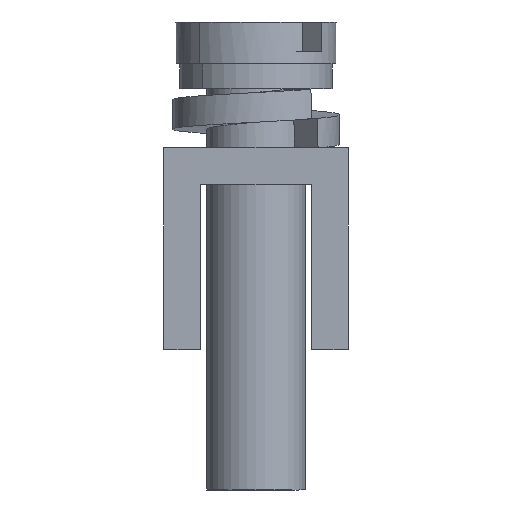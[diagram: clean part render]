
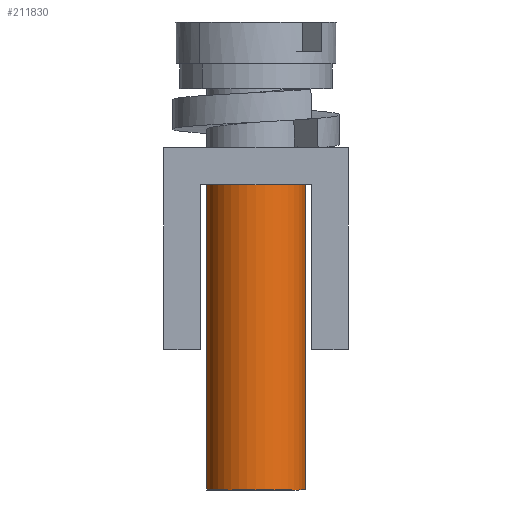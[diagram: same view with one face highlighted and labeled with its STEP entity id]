
A CAD part, left-side view. The second image highlights one B-rep face of the part: STEP entity #211830.
In plain terms, the highlighted cylindrical face has radius 2 mm (diameter 4 mm), a partial arc.
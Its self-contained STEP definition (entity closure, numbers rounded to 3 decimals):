
#9290=CARTESIAN_POINT('',(72.795,-15.525,-88.475));
#9300=DIRECTION('',(0.,-1.,0.));
#9310=DIRECTION('',(-1.,0.,0.));
#9320=AXIS2_PLACEMENT_3D('',#9290,#9300,#9310);
#9330=CIRCLE('',#9320,2.);
#9340=CARTESIAN_POINT('',(70.795,-15.525,-88.475));
#9350=VERTEX_POINT('',#9340);
#9360=CARTESIAN_POINT('',(74.795,-15.525,-88.475));
#9370=VERTEX_POINT('',#9360);
#9380=EDGE_CURVE('',#9350,#9370,#9330,.T.);
#124980=CARTESIAN_POINT('',(74.795,-18.975,-88.475))
;
#124990=DIRECTION('',(0.,-1.,0.));
#125000=VECTOR('',#124990,1.);
#125010=LINE('',#124980,#125000);
#125020=CARTESIAN_POINT('',(74.795,-27.925,-88.475))
;
#125030=VERTEX_POINT('',#125020);
#125040=EDGE_CURVE('',#9370,#125030,#125010,.T.);
#125060=CARTESIAN_POINT('',(72.795,-27.925,-88.475))
;
#125070=DIRECTION('',(0.,-1.,0.));
#125080=DIRECTION('',(-1.,0.,0.));
#125090=AXIS2_PLACEMENT_3D('',#125060,#125070,#125080);
#125100=CIRCLE('',#125090,2.);
#125110=CARTESIAN_POINT('',(70.795,-27.925,-88.475))
;
#125120=VERTEX_POINT('',#125110);
#125150=CARTESIAN_POINT('',(70.795,-18.975,-88.475))
;
#125160=DIRECTION('',(0.,-1.,0.));
#125170=VECTOR('',#125160,1.);
#125180=LINE('',#125150,#125170);
#125190=EDGE_CURVE('',#9350,#125120,#125180,.T.);
#125370=EDGE_CURVE('',#125120,#125030,#125100,.T.);
#208100=CARTESIAN_POINT('',(72.795,-18.975,-88.475))
;
#208110=DIRECTION('',(0.,-1.,0.));
#208120=DIRECTION('',(-1.,0.,0.));
#208130=AXIS2_PLACEMENT_3D('',#208100,#208110,#208120);
#208140=CYLINDRICAL_SURFACE('',#208130,2.);
#211770=ORIENTED_EDGE('',*,*,#125370,.F.);
#211780=ORIENTED_EDGE('',*,*,#125040,.T.);
#211790=ORIENTED_EDGE('',*,*,#9380,.T.);
#211800=ORIENTED_EDGE('',*,*,#125190,.F.);
#211810=EDGE_LOOP('',(#211800,#211790,#211780,#211770));
#211820=FACE_OUTER_BOUND('',#211810,.T.);
#211830=ADVANCED_FACE('',(#211820),#208140,.T.);
